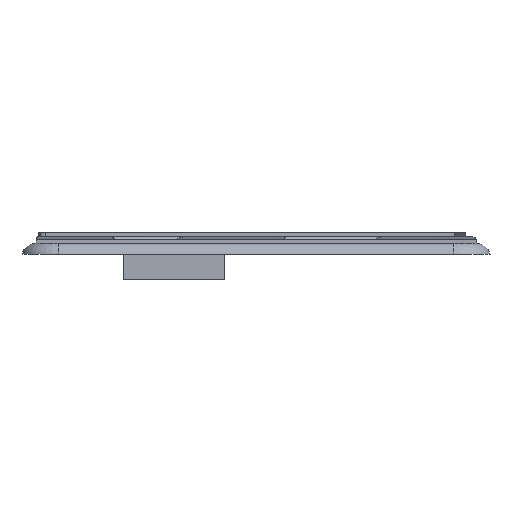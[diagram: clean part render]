
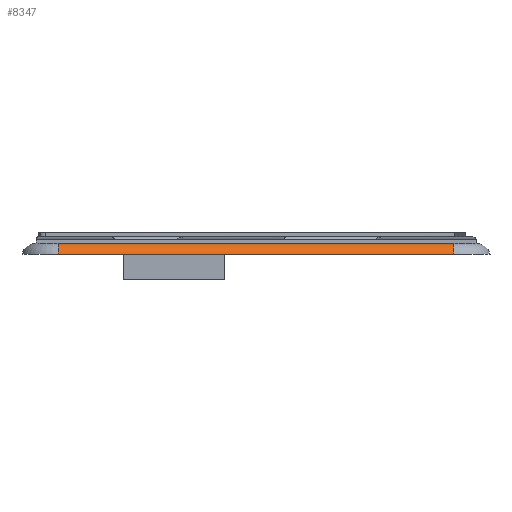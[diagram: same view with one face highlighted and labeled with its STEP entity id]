
A CAD part, left-side view. The second image highlights one B-rep face of the part: STEP entity #8347.
In plain terms, the highlighted cylindrical face has radius 2 mm (diameter 4 mm), a partial arc.
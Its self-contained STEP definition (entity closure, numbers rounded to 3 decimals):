
#554=CYLINDRICAL_SURFACE('',#8794,2.);
#628=CIRCLE('',#8789,2.);
#630=CIRCLE('',#8792,2.);
#1047=FACE_OUTER_BOUND('',#1517,.T.);
#1517=EDGE_LOOP('',(#7443,#7444,#7445,#7446));
#1771=LINE('',#11079,#2620);
#2354=LINE('',#14914,#3203);
#2620=VECTOR('',#9242,2.);
#3203=VECTOR('',#10413,10.);
#3445=VERTEX_POINT('',#11076);
#3446=VERTEX_POINT('',#11078);
#4016=VERTEX_POINT('',#14906);
#4017=VERTEX_POINT('',#14910);
#4292=EDGE_CURVE('',#3446,#3445,#1771,.T.);
#5177=EDGE_CURVE('',#3446,#4016,#628,.T.);
#5179=EDGE_CURVE('',#4017,#3445,#630,.T.);
#5181=EDGE_CURVE('',#4016,#4017,#2354,.T.);
#7443=ORIENTED_EDGE('',*,*,#5179,.F.);
#7444=ORIENTED_EDGE('',*,*,#5181,.F.);
#7445=ORIENTED_EDGE('',*,*,#5177,.F.);
#7446=ORIENTED_EDGE('',*,*,#4292,.T.);
#8347=ADVANCED_FACE('',(#1047),#554,.T.);
#8789=AXIS2_PLACEMENT_3D('',#14907,#10401,#10402);
#8792=AXIS2_PLACEMENT_3D('',#14911,#10407,#10408);
#8794=AXIS2_PLACEMENT_3D('',#14913,#10411,#10412);
#9242=DIRECTION('',(0.,1.,0.));
#10401=DIRECTION('center_axis',(0.,-1.,0.));
#10402=DIRECTION('ref_axis',(0.,0.,1.));
#10407=DIRECTION('center_axis',(0.,1.,0.));
#10408=DIRECTION('ref_axis',(-0.968,0.,0.25));
#10411=DIRECTION('center_axis',(0.,1.,0.));
#10412=DIRECTION('ref_axis',(-0.968,0.,0.25));
#10413=DIRECTION('',(0.,1.,0.));
#11076=CARTESIAN_POINT('',(1.936,-5.,1.5));
#11078=CARTESIAN_POINT('',(1.936,-59.924,1.5));
#11079=CARTESIAN_POINT('',(1.936,-64.924,1.5));
#14906=CARTESIAN_POINT('',(0.,-59.924,0.));
#14907=CARTESIAN_POINT('Origin',(1.936,-59.924,-0.5));
#14910=CARTESIAN_POINT('',(0.,-5.,0.));
#14911=CARTESIAN_POINT('Origin',(1.936,-5.,-0.5));
#14913=CARTESIAN_POINT('Origin',(1.936,-64.924,-0.5));
#14914=CARTESIAN_POINT('',(0.,-64.924,0.));
